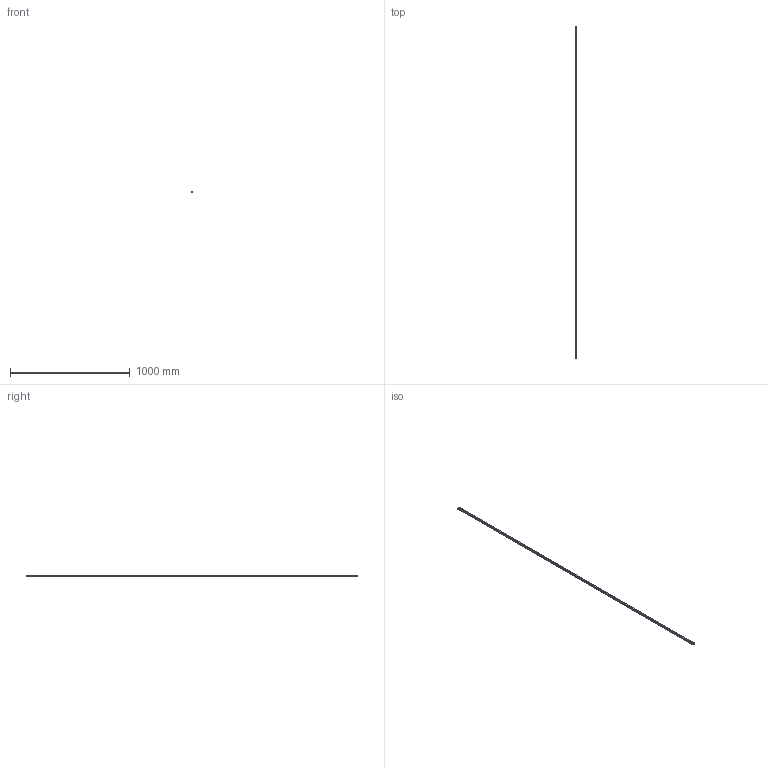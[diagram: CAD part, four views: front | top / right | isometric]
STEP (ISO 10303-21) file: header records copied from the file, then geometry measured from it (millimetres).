
FILE_DESCRIPTION(('STEP AP214'),'1');
FILE_NAME('cctmp_BF75EC53-E4A2-401A-AC06-229327DE97CB_2020_5_13_8_52_50_850..stp','2020-05-13T06:52:51',('HIWIN GmbH'),('CADClick - www.CADClick.com'),'Spatial InterOp 3D',' ','unknown authorization');
FILE_SCHEMA(('AUTOMOTIVE_DESIGN'));
Length unit declared in the file: millimetre
Products named in the file (1): HGR15R2770H_FILE
Bounding box: 15 x 2770 x 15 mm (x, y, z)
Volume: 508999.3 mm3; surface area: 184382.7 mm2
Topology: 1 solids, 1 shells, 529 faces, 1155 edges, 770 vertices
Faces by surface type: cylinder 302, plane 227
Entity records: 19009 total; most frequent: DIRECTION 2819, CARTESIAN_POINT 2455, ORIENTED_EDGE 2310, EDGE_CURVE 1155, AXIS2_PLACEMENT_3D 1134, VERTEX_POINT 770, EDGE_LOOP 671, CIRCLE 604
